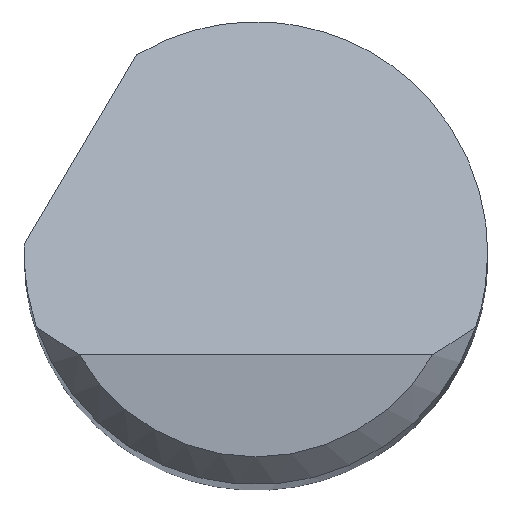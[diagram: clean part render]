
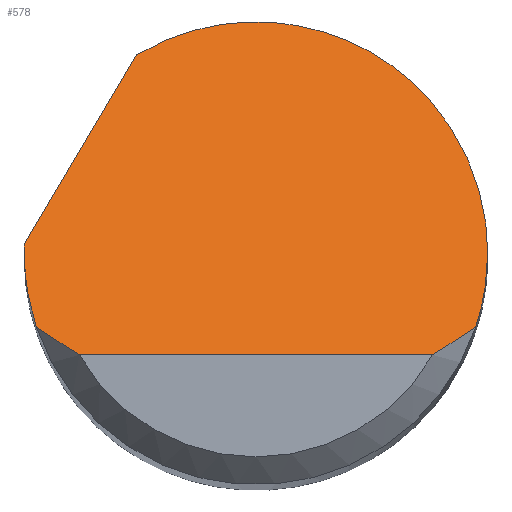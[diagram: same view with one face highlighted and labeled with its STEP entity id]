
A CAD part, top view. The second image highlights one B-rep face of the part: STEP entity #578.
In plain terms, the highlighted planar face has unit normal (0, 0.707, 0.707).
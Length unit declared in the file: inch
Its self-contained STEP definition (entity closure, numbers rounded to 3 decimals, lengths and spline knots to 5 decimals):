
#18 = CARTESIAN_POINT ( 'NONE',  ( 0.125, -0.01363, 2.95863 ) ) ;
#21 = CARTESIAN_POINT ( 'NONE',  ( -0.1249, 0.005, 2.94 ) ) ;
#34 = LINE ( 'NONE', #728, #347 ) ;
#44 =( BOUNDED_CURVE ( )  B_SPLINE_CURVE ( 3, ( #249, #479, #527, #425 ),
 .UNSPECIFIED., .F., .F. ) 
 B_SPLINE_CURVE_WITH_KNOTS ( ( 4, 4 ),
 ( 4.71239, 4.7524 ),
 .UNSPECIFIED. ) 
 CURVE ( )  GEOMETRIC_REPRESENTATION_ITEM ( )  RATIONAL_B_SPLINE_CURVE ( ( 1., 1., 1., 1. ) ) 
 REPRESENTATION_ITEM ( '' )  );
#94 = VERTEX_POINT ( 'NONE', #139 ) ;
#98 = ORIENTED_EDGE ( 'NONE', *, *, #390, .F. ) ;
#111 = PLANE ( 'NONE',  #306 ) ;
#120 = EDGE_CURVE ( 'NONE', #563, #284, #560, .T. ) ;
#122 = DIRECTION ( 'NONE',  ( 0., -0.707, -0.707 ) ) ;
#139 = CARTESIAN_POINT ( 'NONE',  ( -0.09526, -0.055, 3. ) ) ;
#154 = CARTESIAN_POINT ( 'NONE',  ( 0.125, 0.10961, 2.83539 ) ) ;
#163 = VERTEX_POINT ( 'NONE', #600 ) ;
#173 = CARTESIAN_POINT ( 'NONE',  ( -0.11843, -0.04, 2.985 ) ) ;
#180 = CARTESIAN_POINT ( 'NONE',  ( -0.125, -0.01363, 2.95863 ) ) ;
#183 = CARTESIAN_POINT ( 'NONE',  ( -0.125, 0., 2.945 ) ) ;
#187 = EDGE_CURVE ( 'NONE', #284, #441, #44, .T. ) ;
#199 = EDGE_LOOP ( 'NONE', ( #705, #314, #98, #495, #392, #259, #658, #666 ) ) ;
#203 = CARTESIAN_POINT ( 'NONE',  ( 0.09526, -0.055, 3. ) ) ;
#207 = CARTESIAN_POINT ( 'NONE',  ( -0.06437, 0.10715, 2.83785 ) ) ;
#238 = EDGE_CURVE ( 'NONE', #563, #94, #704, .T. ) ;
#241 = CARTESIAN_POINT ( 'NONE',  ( -0.11107, -0.04528, 2.99028 ) ) ;
#249 = CARTESIAN_POINT ( 'NONE',  ( -0.125, 0., 2.945 ) ) ;
#259 = ORIENTED_EDGE ( 'NONE', *, *, #187, .F. ) ;
#266 = CARTESIAN_POINT ( 'NONE',  ( -0.10339, -0.05031, 2.99531 ) ) ;
#275 = DIRECTION ( 'NONE',  ( 1., 0., 0. ) ) ;
#284 = VERTEX_POINT ( 'NONE', #374 ) ;
#298 = CARTESIAN_POINT ( 'NONE',  ( 0.125, 0., 2.945 ) ) ;
#306 = AXIS2_PLACEMENT_3D ( 'NONE', #632, #122, #461 ) ;
#313 = CARTESIAN_POINT ( 'NONE',  ( 0.125, 0., 2.945 ) ) ;
#314 = ORIENTED_EDGE ( 'NONE', *, *, #452, .T. ) ;
#322 =( BOUNDED_CURVE ( )  B_SPLINE_CURVE ( 3, ( #207, #505, #154, #616 ),
 .UNSPECIFIED., .F., .T. ) 
 B_SPLINE_CURVE_WITH_KNOTS ( ( 4, 4 ),
 ( 5.74227, 7.85398 ),
 .UNSPECIFIED. ) 
 CURVE ( )  GEOMETRIC_REPRESENTATION_ITEM ( )  RATIONAL_B_SPLINE_CURVE ( ( 1., 0.662, 0.662, 1. ) ) 
 REPRESENTATION_ITEM ( '' )  );
#342 = VERTEX_POINT ( 'NONE', #313 ) ;
#347 = VECTOR ( 'NONE', #275, 39.37008 ) ;
#368 = CARTESIAN_POINT ( 'NONE',  ( -0.12279, -0.02708, 2.97208 ) ) ;
#374 = CARTESIAN_POINT ( 'NONE',  ( -0.125, 0., 2.945 ) ) ;
#390 = EDGE_CURVE ( 'NONE', #342, #163, #610, .T. ) ;
#392 = ORIENTED_EDGE ( 'NONE', *, *, #587, .F. ) ;
#396 = CARTESIAN_POINT ( 'NONE',  ( -0.06437, 0.10715, 2.83785 ) ) ;
#404 = DIRECTION ( 'NONE',  ( 0.386, 0.652, -0.652 ) ) ;
#425 = CARTESIAN_POINT ( 'NONE',  ( -0.1249, 0.005, 2.94 ) ) ;
#435 = CARTESIAN_POINT ( 'NONE',  ( 0.11843, -0.04, 2.985 ) ) ;
#441 = VERTEX_POINT ( 'NONE', #21 ) ;
#442 = CARTESIAN_POINT ( 'NONE',  ( 0.10339, -0.05031, 2.99531 ) ) ;
#452 = EDGE_CURVE ( 'NONE', #484, #163, #576, .T. ) ;
#461 = DIRECTION ( 'NONE',  ( 0., 0.707, -0.707 ) ) ;
#479 = CARTESIAN_POINT ( 'NONE',  ( -0.125, 0.00167, 2.94333 ) ) ;
#484 = VERTEX_POINT ( 'NONE', #553 ) ;
#488 = CARTESIAN_POINT ( 'NONE',  ( -0.09526, -0.055, 3. ) ) ;
#495 = ORIENTED_EDGE ( 'NONE', *, *, #534, .F. ) ;
#505 = CARTESIAN_POINT ( 'NONE',  ( 0.0296, 0.1636, 2.7814 ) ) ;
#524 = CARTESIAN_POINT ( 'NONE',  ( -0.15516, -0.04606, 2.99106 ) ) ;
#527 = CARTESIAN_POINT ( 'NONE',  ( -0.12497, 0.00333, 2.94167 ) ) ;
#530 = CARTESIAN_POINT ( 'NONE',  ( -0.11843, -0.04, 2.985 ) ) ;
#534 = EDGE_CURVE ( 'NONE', #646, #342, #322, .T. ) ;
#541 = EDGE_CURVE ( 'NONE', #94, #484, #34, .T. ) ;
#553 = CARTESIAN_POINT ( 'NONE',  ( 0.09526, -0.055, 3. ) ) ;
#560 =( BOUNDED_CURVE ( )  B_SPLINE_CURVE ( 3, ( #592, #368, #180, #183 ),
 .UNSPECIFIED., .F., .T. ) 
 B_SPLINE_CURVE_WITH_KNOTS ( ( 4, 4 ),
 ( 4.38666, 4.71239 ),
 .UNSPECIFIED. ) 
 CURVE ( )  GEOMETRIC_REPRESENTATION_ITEM ( )  RATIONAL_B_SPLINE_CURVE ( ( 1., 0.991, 0.991, 1. ) ) 
 REPRESENTATION_ITEM ( '' )  );
#563 = VERTEX_POINT ( 'NONE', #173 ) ;
#565 = CARTESIAN_POINT ( 'NONE',  ( 0.11107, -0.04528, 2.99028 ) ) ;
#566 = VECTOR ( 'NONE', #404, 39.37008 ) ;
#575 = LINE ( 'NONE', #524, #566 ) ;
#576 = B_SPLINE_CURVE_WITH_KNOTS ( 'NONE', 3,
 ( #203, #442, #565, #435 ),
 .UNSPECIFIED., .F., .F.,
 ( 4, 4 ),
 ( 0., 0.0008 ),
 .UNSPECIFIED. ) ;
#578 = ADVANCED_FACE ( 'NONE', ( #581 ), #111, .F. ) ;
#581 = FACE_OUTER_BOUND ( 'NONE', #199, .T. ) ;
#584 = CARTESIAN_POINT ( 'NONE',  ( 0.12279, -0.02708, 2.97208 ) ) ;
#587 = EDGE_CURVE ( 'NONE', #441, #646, #575, .T. ) ;
#592 = CARTESIAN_POINT ( 'NONE',  ( -0.11843, -0.04, 2.985 ) ) ;
#600 = CARTESIAN_POINT ( 'NONE',  ( 0.11843, -0.04, 2.985 ) ) ;
#605 = CARTESIAN_POINT ( 'NONE',  ( 0.11843, -0.04, 2.985 ) ) ;
#610 =( BOUNDED_CURVE ( )  B_SPLINE_CURVE ( 3, ( #298, #18, #584, #605 ),
 .UNSPECIFIED., .F., .F. ) 
 B_SPLINE_CURVE_WITH_KNOTS ( ( 4, 4 ),
 ( 1.5708, 1.89653 ),
 .UNSPECIFIED. ) 
 CURVE ( )  GEOMETRIC_REPRESENTATION_ITEM ( )  RATIONAL_B_SPLINE_CURVE ( ( 1., 0.991, 0.991, 1. ) ) 
 REPRESENTATION_ITEM ( '' )  );
#616 = CARTESIAN_POINT ( 'NONE',  ( 0.125, 0., 2.945 ) ) ;
#632 = CARTESIAN_POINT ( 'NONE',  ( -0.125, -0.055, 3. ) ) ;
#646 = VERTEX_POINT ( 'NONE', #396 ) ;
#658 = ORIENTED_EDGE ( 'NONE', *, *, #120, .F. ) ;
#666 = ORIENTED_EDGE ( 'NONE', *, *, #238, .T. ) ;
#704 = B_SPLINE_CURVE_WITH_KNOTS ( 'NONE', 3,
 ( #530, #241, #266, #488 ),
 .UNSPECIFIED., .F., .F.,
 ( 4, 4 ),
 ( 0., 0.0008 ),
 .UNSPECIFIED. ) ;
#705 = ORIENTED_EDGE ( 'NONE', *, *, #541, .T. ) ;
#728 = CARTESIAN_POINT ( 'NONE',  ( 0., -0.055, 3. ) ) ;
